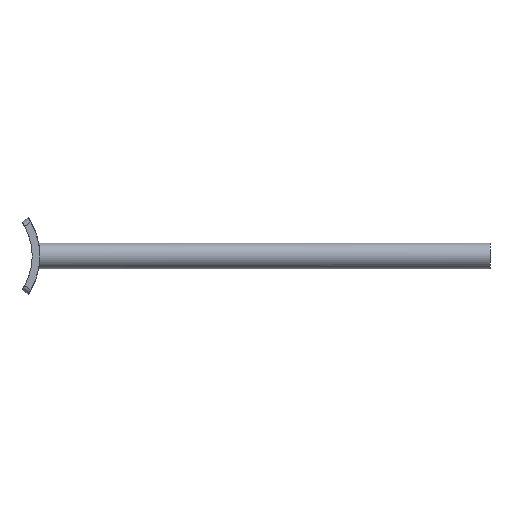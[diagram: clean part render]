
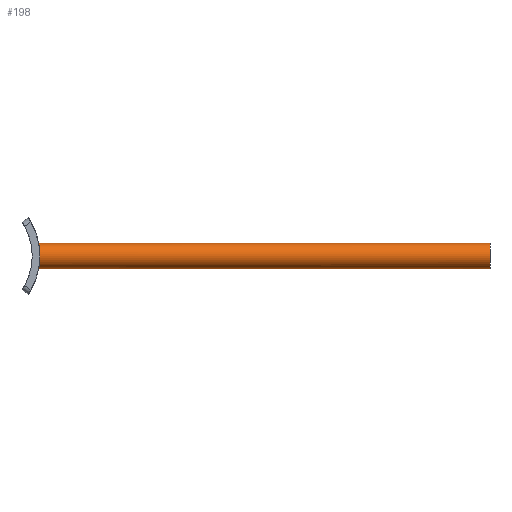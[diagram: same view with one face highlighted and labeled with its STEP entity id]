
A CAD part, front view. The second image highlights one B-rep face of the part: STEP entity #198.
In plain terms, the highlighted cylindrical face has radius 5 mm (diameter 10 mm), a partial arc.
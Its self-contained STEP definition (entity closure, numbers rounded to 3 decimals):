
#7 = CARTESIAN_POINT ( 'NONE',  ( 2.708, -3.051, -3.975 ) ) ;
#22 = VECTOR ( 'NONE', #578, 1000. ) ;
#41 = VERTEX_POINT ( 'NONE', #70 ) ;
#63 = DIRECTION ( 'NONE',  ( -1., 0., 0. ) ) ;
#70 = CARTESIAN_POINT ( 'NONE',  ( 2.536, 0., -5. ) ) ;
#75 = CARTESIAN_POINT ( 'NONE',  ( 2.559, -1.137, 4.872 ) ) ;
#79 = CARTESIAN_POINT ( 'NONE',  ( 2.83, -3.975, -3.05 ) ) ;
#82 = CARTESIAN_POINT ( 'NONE',  ( 2.626, -2.22, 4.492 ) ) ;
#95 = DIRECTION ( 'NONE',  ( 0., 0., 1. ) ) ;
#111 = ORIENTED_EDGE ( 'NONE', *, *, #164, .F. ) ;
#116 = CARTESIAN_POINT ( 'NONE',  ( 180., 0., -5. ) ) ;
#155 = CARTESIAN_POINT ( 'NONE',  ( 2.565, -1.301, -4.839 ) ) ;
#160 = CARTESIAN_POINT ( 'NONE',  ( 2.739, -3.306, 3.765 ) ) ;
#163 = CARTESIAN_POINT ( 'NONE',  ( 180., 0., -5. ) ) ;
#164 = EDGE_CURVE ( 'NONE', #655, #802, #372, .T. ) ;
#198 = ADVANCED_FACE ( 'NONE', ( #865 ), #397, .T. ) ;
#216 = B_SPLINE_CURVE_WITH_KNOTS ( 'NONE', 3,
 ( #676, #989, #393, #75, #608, #843, #383, #82, #611, #981, #160, #295, #905, #681, #238, #457, #530, #303, #825, #602, #913, #230, #684, #539, #835, #687, #760, #79, #386, #917, #7, #234, #542, #838, #155, #469, #847, #493 ),
 .UNSPECIFIED., .F., .F.,
 ( 4, 2, 2, 2, 2, 2, 2, 2, 2, 2, 2, 2, 2, 2, 2, 2, 2, 2, 4 ),
 ( 0., 0.001, 0.001, 0.002, 0.003, 0.004, 0.005, 0.006, 0.007, 0.008, 0.009, 0.01, 0.01, 0.011, 0.012, 0.013, 0.014, 0.015, 0.016 ),
 .UNSPECIFIED. ) ;
#230 = CARTESIAN_POINT ( 'NONE',  ( 2.971, -4.839, -1.299 ) ) ;
#234 = CARTESIAN_POINT ( 'NONE',  ( 2.652, -2.51, -4.337 ) ) ;
#238 = CARTESIAN_POINT ( 'NONE',  ( 2.911, -4.493, 2.217 ) ) ;
#243 = CARTESIAN_POINT ( 'NONE',  ( 180., 0., 0. ) ) ;
#257 = AXIS2_PLACEMENT_3D ( 'NONE', #243, #615, #95 ) ;
#266 = ORIENTED_EDGE ( 'NONE', *, *, #631, .F. ) ;
#295 = CARTESIAN_POINT ( 'NONE',  ( 2.799, -3.766, 3.305 ) ) ;
#303 = CARTESIAN_POINT ( 'NONE',  ( 2.994, -4.968, 0.654 ) ) ;
#318 = VECTOR ( 'NONE', #63, 1000. ) ;
#372 = CIRCLE ( 'NONE', #500, 5. ) ;
#383 = CARTESIAN_POINT ( 'NONE',  ( 2.594, -1.766, 4.681 ) ) ;
#386 = CARTESIAN_POINT ( 'NONE',  ( 2.799, -3.768, -3.303 ) ) ;
#393 = CARTESIAN_POINT ( 'NONE',  ( 2.542, -0.657, 4.967 ) ) ;
#397 = CYLINDRICAL_SURFACE ( 'NONE', #257, 5. ) ;
#417 = EDGE_LOOP ( 'NONE', ( #266, #111, #727, #564 ) ) ;
#457 = CARTESIAN_POINT ( 'NONE',  ( 2.954, -4.743, 1.615 ) ) ;
#469 = CARTESIAN_POINT ( 'NONE',  ( 2.542, -0.659, -4.967 ) ) ;
#487 = VERTEX_POINT ( 'NONE', #955 ) ;
#493 = CARTESIAN_POINT ( 'NONE',  ( 2.536, 0., -5. ) ) ;
#500 = AXIS2_PLACEMENT_3D ( 'NONE', #678, #907, #600 ) ;
#526 = LINE ( 'NONE', #116, #22 ) ;
#530 = CARTESIAN_POINT ( 'NONE',  ( 2.971, -4.839, 1.3 ) ) ;
#539 = CARTESIAN_POINT ( 'NONE',  ( 2.922, -4.556, -2.066 ) ) ;
#542 = CARTESIAN_POINT ( 'NONE',  ( 2.626, -2.217, -4.493 ) ) ;
#564 = ORIENTED_EDGE ( 'NONE', *, *, #960, .T. ) ;
#578 = DIRECTION ( 'NONE',  ( -1., 0., 0. ) ) ;
#589 = LINE ( 'NONE', #746, #318 ) ;
#600 = DIRECTION ( 'NONE',  ( 0., 0., -1. ) ) ;
#602 = CARTESIAN_POINT ( 'NONE',  ( 3., -5., -0.325 ) ) ;
#608 = CARTESIAN_POINT ( 'NONE',  ( 2.567, -1.295, 4.832 ) ) ;
#611 = CARTESIAN_POINT ( 'NONE',  ( 2.652, -2.507, 4.339 ) ) ;
#615 = DIRECTION ( 'NONE',  ( -1., 0., 0. ) ) ;
#631 = EDGE_CURVE ( 'NONE', #802, #41, #526, .T. ) ;
#655 = VERTEX_POINT ( 'NONE', #959 ) ;
#676 = CARTESIAN_POINT ( 'NONE',  ( 2.536, 0., 5. ) ) ;
#678 = CARTESIAN_POINT ( 'NONE',  ( 180., 0., 0. ) ) ;
#681 = CARTESIAN_POINT ( 'NONE',  ( 2.885, -4.339, 2.507 ) ) ;
#684 = CARTESIAN_POINT ( 'NONE',  ( 2.954, -4.745, -1.611 ) ) ;
#687 = CARTESIAN_POINT ( 'NONE',  ( 2.885, -4.331, -2.504 ) ) ;
#727 = ORIENTED_EDGE ( 'NONE', *, *, #882, .T. ) ;
#746 = CARTESIAN_POINT ( 'NONE',  ( 180., 0., 5. ) ) ;
#760 = CARTESIAN_POINT ( 'NONE',  ( 2.871, -4.247, -2.644 ) ) ;
#802 = VERTEX_POINT ( 'NONE', #163 ) ;
#825 = CARTESIAN_POINT ( 'NONE',  ( 3., -5., 0.329 ) ) ;
#835 = CARTESIAN_POINT ( 'NONE',  ( 2.91, -4.485, -2.216 ) ) ;
#838 = CARTESIAN_POINT ( 'NONE',  ( 2.583, -1.613, -4.744 ) ) ;
#843 = CARTESIAN_POINT ( 'NONE',  ( 2.584, -1.61, 4.737 ) ) ;
#847 = CARTESIAN_POINT ( 'NONE',  ( 2.536, -0.327, -5. ) ) ;
#865 = FACE_OUTER_BOUND ( 'NONE', #417, .T. ) ;
#882 = EDGE_CURVE ( 'NONE', #655, #487, #589, .T. ) ;
#905 = CARTESIAN_POINT ( 'NONE',  ( 2.829, -3.973, 3.053 ) ) ;
#907 = DIRECTION ( 'NONE',  ( 1., 0., 0. ) ) ;
#913 = CARTESIAN_POINT ( 'NONE',  ( 2.994, -4.967, -0.657 ) ) ;
#917 = CARTESIAN_POINT ( 'NONE',  ( 2.738, -3.303, -3.768 ) ) ;
#955 = CARTESIAN_POINT ( 'NONE',  ( 2.536, 0., 5. ) ) ;
#959 = CARTESIAN_POINT ( 'NONE',  ( 180., 0., 5. ) ) ;
#960 = EDGE_CURVE ( 'NONE', #487, #41, #216, .T. ) ;
#981 = CARTESIAN_POINT ( 'NONE',  ( 2.708, -3.05, 3.976 ) ) ;
#989 = CARTESIAN_POINT ( 'NONE',  ( 2.536, -0.331, 5. ) ) ;
